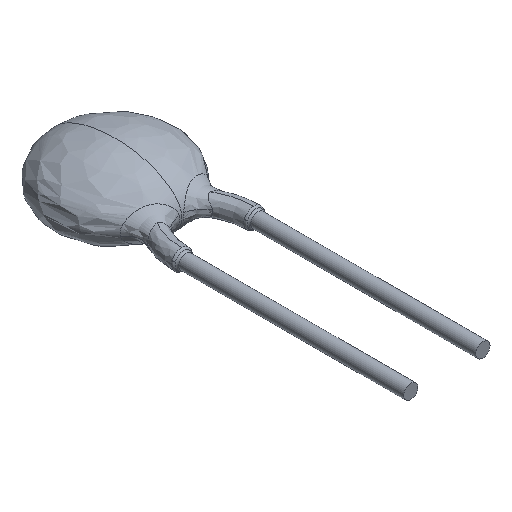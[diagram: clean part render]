
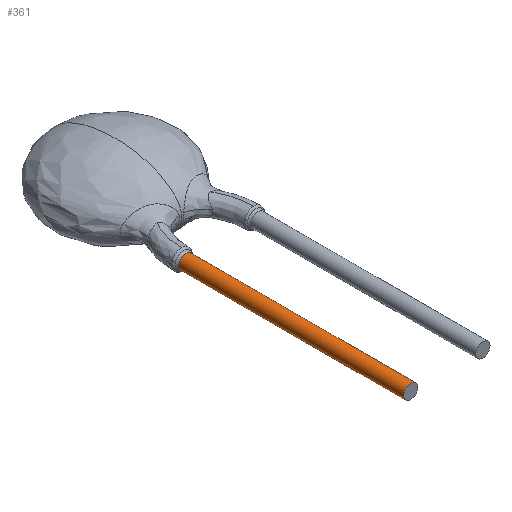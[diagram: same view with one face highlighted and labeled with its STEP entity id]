
A CAD part, isometric view. The second image highlights one B-rep face of the part: STEP entity #361.
In plain terms, the highlighted cylindrical face has radius 0.25 mm (diameter 0.5 mm), a full revolution.
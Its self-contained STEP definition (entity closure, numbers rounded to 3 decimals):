
#19=LINE('',#1023,#21);
#21=VECTOR('',#450,0.25);
#23=CYLINDRICAL_SURFACE('',#403,0.25);
#33=CIRCLE('',#404,0.25);
#34=CIRCLE('',#405,0.25);
#35=CIRCLE('',#406,0.25);
#36=CIRCLE('',#407,0.25);
#37=CIRCLE('',#408,0.25);
#82=FACE_OUTER_BOUND('',#103,.T.);
#103=EDGE_LOOP('',(#241,#242,#243,#244,#245,#246,#247));
#143=VERTEX_POINT('',#1019);
#144=VERTEX_POINT('',#1020);
#145=VERTEX_POINT('',#1022);
#146=VERTEX_POINT('',#1024);
#147=VERTEX_POINT('',#1027);
#184=EDGE_CURVE('',#143,#144,#33,.T.);
#185=EDGE_CURVE('',#144,#145,#19,.T.);
#186=EDGE_CURVE('',#145,#146,#34,.T.);
#187=EDGE_CURVE('',#146,#145,#35,.T.);
#188=EDGE_CURVE('',#144,#147,#36,.T.);
#189=EDGE_CURVE('',#147,#143,#37,.T.);
#241=ORIENTED_EDGE('',*,*,#184,.T.);
#242=ORIENTED_EDGE('',*,*,#185,.T.);
#243=ORIENTED_EDGE('',*,*,#186,.T.);
#244=ORIENTED_EDGE('',*,*,#187,.T.);
#245=ORIENTED_EDGE('',*,*,#185,.F.);
#246=ORIENTED_EDGE('',*,*,#188,.T.);
#247=ORIENTED_EDGE('',*,*,#189,.T.);
#361=ADVANCED_FACE('',(#82),#23,.T.);
#403=AXIS2_PLACEMENT_3D('',#1018,#446,#447);
#404=AXIS2_PLACEMENT_3D('',#1021,#448,#449);
#405=AXIS2_PLACEMENT_3D('',#1025,#451,#452);
#406=AXIS2_PLACEMENT_3D('',#1026,#453,#454);
#407=AXIS2_PLACEMENT_3D('',#1028,#455,#456);
#408=AXIS2_PLACEMENT_3D('',#1029,#457,#458);
#446=DIRECTION('center_axis',(0.,1.,0.));
#447=DIRECTION('ref_axis',(-1.,0.,0.));
#448=DIRECTION('center_axis',(0.,-1.,0.));
#449=DIRECTION('ref_axis',(0.,0.,-1.));
#450=DIRECTION('',(0.,-1.,0.));
#451=DIRECTION('center_axis',(0.,1.,0.));
#452=DIRECTION('ref_axis',(0.,0.,1.));
#453=DIRECTION('center_axis',(0.,1.,0.));
#454=DIRECTION('ref_axis',(0.,0.,1.));
#455=DIRECTION('center_axis',(0.,-1.,0.));
#456=DIRECTION('ref_axis',(0.,0.,-1.));
#457=DIRECTION('center_axis',(0.,-1.,0.));
#458=DIRECTION('ref_axis',(0.,0.,-1.));
#1018=CARTESIAN_POINT('Origin',(-1.27,-11.683,0.));
#1019=CARTESIAN_POINT('',(-1.27,-3.763,-0.25));
#1020=CARTESIAN_POINT('',(-1.02,-3.763,0.));
#1021=CARTESIAN_POINT('Origin',(-1.27,-3.763,0.));
#1022=CARTESIAN_POINT('',(-1.02,-11.683,0.));
#1023=CARTESIAN_POINT('',(-1.02,-11.683,0.));
#1024=CARTESIAN_POINT('',(-1.52,-11.683,0.));
#1025=CARTESIAN_POINT('Origin',(-1.27,-11.683,0.));
#1026=CARTESIAN_POINT('Origin',(-1.27,-11.683,0.));
#1027=CARTESIAN_POINT('',(-1.27,-3.763,0.25));
#1028=CARTESIAN_POINT('Origin',(-1.27,-3.763,0.));
#1029=CARTESIAN_POINT('Origin',(-1.27,-3.763,0.));
